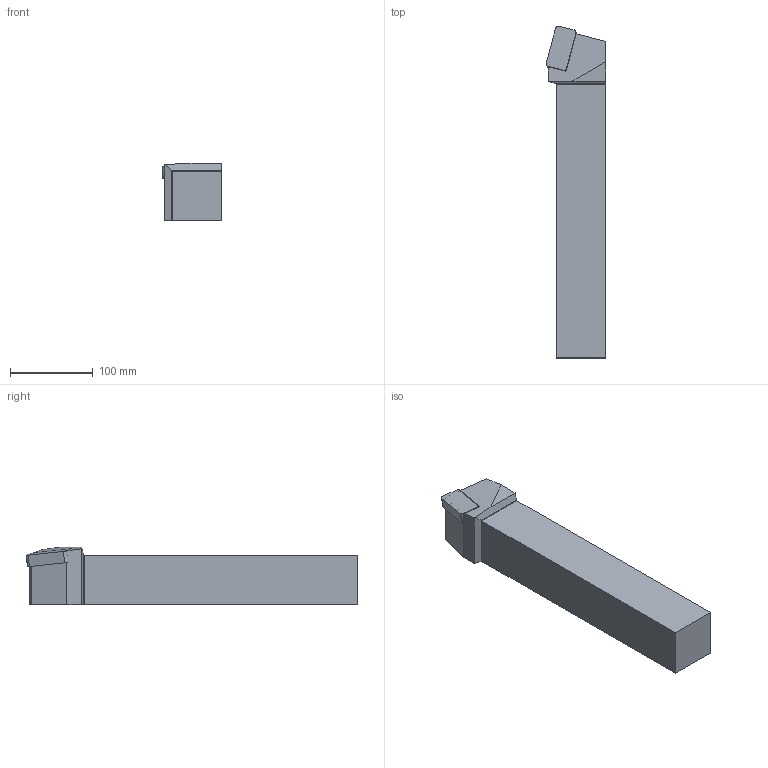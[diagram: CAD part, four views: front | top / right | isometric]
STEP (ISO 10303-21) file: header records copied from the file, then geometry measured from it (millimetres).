
FILE_DESCRIPTION(/* description */ (''),/* implementation_level */ '2;1');
FILE_NAME(/* name */ 'PLBNR6060V502_SIM.stp',/* time_stamp */ '2021-06-18T10:53:48+02:00',/* author */ (''),/* organization */ (''),/* preprocessor_version */ 'ST-DEVELOPER v16.7',/* originating_system */ 'SIEMENS PLM Software NX 12.0',/* authorisation */ '');
FILE_SCHEMA (('AUTOMOTIVE_DESIGN { 1 0 10303 214 3 1 1 1 }'));
Length unit declared in the file: millimetre
Products named in the file (1): krab1A745DA0vz10
Bounding box: 72.36 x 401.68 x 70 mm (x, y, z)
Volume: 1470294.2 mm3; surface area: 108265.5 mm2
Topology: 2 solids, 3 shells, 34 faces, 85 edges, 56 vertices
Faces by surface type: plane 23, cylinder 8, sphere 1, torus 1, cone 1
Full cylindrical faces by diameter (mm): 6.45 x1
Entity records: 1117 total; most frequent: CARTESIAN_POINT 173, DIRECTION 166, ORIENTED_EDGE 157, EDGE_CURVE 80, LINE 62, VECTOR 62, VERTEX_POINT 55, AXIS2_PLACEMENT_3D 52
